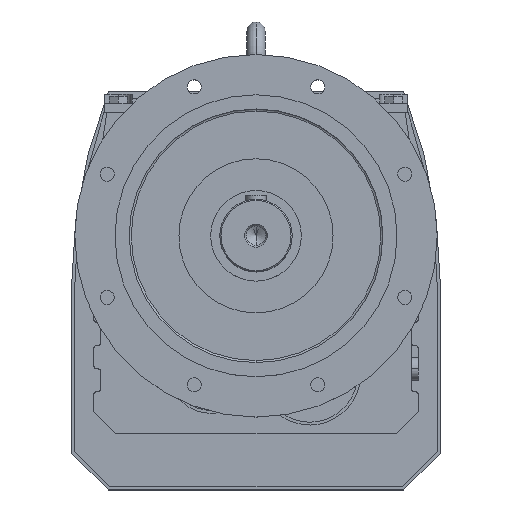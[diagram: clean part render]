
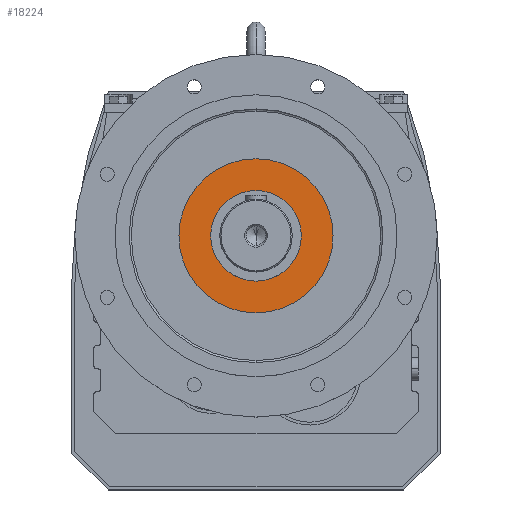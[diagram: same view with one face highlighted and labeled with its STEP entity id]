
A CAD part, top view. The second image highlights one B-rep face of the part: STEP entity #18224.
In plain terms, the highlighted planar face has unit normal (0, 0, 1).
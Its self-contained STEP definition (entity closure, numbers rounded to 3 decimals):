
#11076 = CYLINDRICAL_SURFACE('',#11077,95.681);
#11077 = AXIS2_PLACEMENT_3D('',#11078,#11079,#11080);
#11078 = CARTESIAN_POINT('',(0.,25.1,589.));
#11079 = DIRECTION('',(0.,0.,1.));
#11080 = DIRECTION('',(0.,-1.,0.));
#11129 = CYLINDRICAL_SURFACE('',#11130,95.681);
#11130 = AXIS2_PLACEMENT_3D('',#11131,#11132,#11133);
#11131 = CARTESIAN_POINT('',(0.,25.1,589.));
#11132 = DIRECTION('',(0.,0.,1.));
#11133 = DIRECTION('',(0.,-1.,0.));
#14540 = EDGE_CURVE('',#14541,#14543,#14545,.T.);
#14541 = VERTEX_POINT('',#14542);
#14542 = CARTESIAN_POINT('',(0.,-70.581,402.));
#14543 = VERTEX_POINT('',#14544);
#14544 = CARTESIAN_POINT('',(0.,120.781,402.));
#14545 = SURFACE_CURVE('',#14546,(#14551,#14580),.PCURVE_S1.);
#14546 = CIRCLE('',#14547,95.681);
#14547 = AXIS2_PLACEMENT_3D('',#14548,#14549,#14550);
#14548 = CARTESIAN_POINT('',(0.,25.1,402.));
#14549 = DIRECTION('',(0.,0.,-1.));
#14550 = DIRECTION('',(-1.,0.,0.));
#14551 = PCURVE('',#11129,#14552);
#14552 = DEFINITIONAL_REPRESENTATION('',(#14553),#14579);
#14553 = B_SPLINE_CURVE_WITH_KNOTS('',3,(#14554,#14555,#14556,#14557,
    #14558,#14559,#14560,#14561,#14562,#14563,#14564,#14565,#14566,
    #14567,#14568,#14569,#14570,#14571,#14572,#14573,#14574,#14575,
    #14576,#14577,#14578),.UNSPECIFIED.,.F.,.F.,(4,1,1,1,1,1,1,1,1,1,1,1
    ,1,1,1,1,1,1,1,1,1,1,4),(4.712,4.855,
    4.998,5.141,5.284,5.426,
    5.569,5.712,5.855,5.998,
    6.14,6.283,6.426,6.569,
    6.712,6.854,6.997,7.14,
    7.283,7.426,7.568,7.711,
    7.854),.QUASI_UNIFORM_KNOTS.);
#14554 = CARTESIAN_POINT('',(6.283,-187.));
#14555 = CARTESIAN_POINT('',(6.236,-187.));
#14556 = CARTESIAN_POINT('',(6.14,-187.));
#14557 = CARTESIAN_POINT('',(5.998,-187.));
#14558 = CARTESIAN_POINT('',(5.855,-187.));
#14559 = CARTESIAN_POINT('',(5.712,-187.));
#14560 = CARTESIAN_POINT('',(5.569,-187.));
#14561 = CARTESIAN_POINT('',(5.426,-187.));
#14562 = CARTESIAN_POINT('',(5.284,-187.));
#14563 = CARTESIAN_POINT('',(5.141,-187.));
#14564 = CARTESIAN_POINT('',(4.998,-187.));
#14565 = CARTESIAN_POINT('',(4.855,-187.));
#14566 = CARTESIAN_POINT('',(4.712,-187.));
#14567 = CARTESIAN_POINT('',(4.57,-187.));
#14568 = CARTESIAN_POINT('',(4.427,-187.));
#14569 = CARTESIAN_POINT('',(4.284,-187.));
#14570 = CARTESIAN_POINT('',(4.141,-187.));
#14571 = CARTESIAN_POINT('',(3.998,-187.));
#14572 = CARTESIAN_POINT('',(3.856,-187.));
#14573 = CARTESIAN_POINT('',(3.713,-187.));
#14574 = CARTESIAN_POINT('',(3.57,-187.));
#14575 = CARTESIAN_POINT('',(3.427,-187.));
#14576 = CARTESIAN_POINT('',(3.284,-187.));
#14577 = CARTESIAN_POINT('',(3.189,-187.));
#14578 = CARTESIAN_POINT('',(3.142,-187.));
#14579 = ( GEOMETRIC_REPRESENTATION_CONTEXT(2) 
PARAMETRIC_REPRESENTATION_CONTEXT() REPRESENTATION_CONTEXT('2D SPACE',''
  ) );
#14580 = PCURVE('',#14581,#14586);
#14581 = PLANE('',#14582);
#14582 = AXIS2_PLACEMENT_3D('',#14583,#14584,#14585);
#14583 = CARTESIAN_POINT('',(-41.274,9.674,402.));
#14584 = DIRECTION('',(0.,0.,-1.));
#14585 = DIRECTION('',(-1.,0.,0.));
#14586 = DEFINITIONAL_REPRESENTATION('',(#14587),#14591);
#14587 = CIRCLE('',#14588,95.681);
#14588 = AXIS2_PLACEMENT_2D('',#14589,#14590);
#14589 = CARTESIAN_POINT('',(-41.274,15.426));
#14590 = DIRECTION('',(1.,0.));
#14591 = ( GEOMETRIC_REPRESENTATION_CONTEXT(2) 
PARAMETRIC_REPRESENTATION_CONTEXT() REPRESENTATION_CONTEXT('2D SPACE',''
  ) );
#14638 = EDGE_CURVE('',#14543,#14541,#14639,.T.);
#14639 = SURFACE_CURVE('',#14640,(#14645,#14674),.PCURVE_S1.);
#14640 = CIRCLE('',#14641,95.681);
#14641 = AXIS2_PLACEMENT_3D('',#14642,#14643,#14644);
#14642 = CARTESIAN_POINT('',(0.,25.1,402.));
#14643 = DIRECTION('',(0.,0.,-1.));
#14644 = DIRECTION('',(-1.,0.,0.));
#14645 = PCURVE('',#11076,#14646);
#14646 = DEFINITIONAL_REPRESENTATION('',(#14647),#14673);
#14647 = B_SPLINE_CURVE_WITH_KNOTS('',3,(#14648,#14649,#14650,#14651,
    #14652,#14653,#14654,#14655,#14656,#14657,#14658,#14659,#14660,
    #14661,#14662,#14663,#14664,#14665,#14666,#14667,#14668,#14669,
    #14670,#14671,#14672),.UNSPECIFIED.,.F.,.F.,(4,1,1,1,1,1,1,1,1,1,1,1
    ,1,1,1,1,1,1,1,1,1,1,4),(1.571,1.714,
    1.856,1.999,2.142,2.285,
    2.428,2.57,2.713,2.856,
    2.999,3.142,3.284,3.427,
    3.57,3.713,3.856,3.998,
    4.141,4.284,4.427,4.57,
    4.712),.QUASI_UNIFORM_KNOTS.);
#14648 = CARTESIAN_POINT('',(3.142,-187.));
#14649 = CARTESIAN_POINT('',(3.094,-187.));
#14650 = CARTESIAN_POINT('',(2.999,-187.));
#14651 = CARTESIAN_POINT('',(2.856,-187.));
#14652 = CARTESIAN_POINT('',(2.713,-187.));
#14653 = CARTESIAN_POINT('',(2.57,-187.));
#14654 = CARTESIAN_POINT('',(2.428,-187.));
#14655 = CARTESIAN_POINT('',(2.285,-187.));
#14656 = CARTESIAN_POINT('',(2.142,-187.));
#14657 = CARTESIAN_POINT('',(1.999,-187.));
#14658 = CARTESIAN_POINT('',(1.856,-187.));
#14659 = CARTESIAN_POINT('',(1.714,-187.));
#14660 = CARTESIAN_POINT('',(1.571,-187.));
#14661 = CARTESIAN_POINT('',(1.428,-187.));
#14662 = CARTESIAN_POINT('',(1.285,-187.));
#14663 = CARTESIAN_POINT('',(1.142,-187.));
#14664 = CARTESIAN_POINT('',(1.,-187.));
#14665 = CARTESIAN_POINT('',(0.857,-187.));
#14666 = CARTESIAN_POINT('',(0.714,-187.));
#14667 = CARTESIAN_POINT('',(0.571,-187.));
#14668 = CARTESIAN_POINT('',(0.428,-187.));
#14669 = CARTESIAN_POINT('',(0.286,-187.));
#14670 = CARTESIAN_POINT('',(0.143,-187.));
#14671 = CARTESIAN_POINT('',(0.048,-187.));
#14672 = CARTESIAN_POINT('',(0.,-187.));
#14673 = ( GEOMETRIC_REPRESENTATION_CONTEXT(2) 
PARAMETRIC_REPRESENTATION_CONTEXT() REPRESENTATION_CONTEXT('2D SPACE',''
  ) );
#14674 = PCURVE('',#14581,#14675);
#14675 = DEFINITIONAL_REPRESENTATION('',(#14676),#14680);
#14676 = CIRCLE('',#14677,95.681);
#14677 = AXIS2_PLACEMENT_2D('',#14678,#14679);
#14678 = CARTESIAN_POINT('',(-41.274,15.426));
#14679 = DIRECTION('',(1.,0.));
#14680 = ( GEOMETRIC_REPRESENTATION_CONTEXT(2) 
PARAMETRIC_REPRESENTATION_CONTEXT() REPRESENTATION_CONTEXT('2D SPACE',''
  ) );
#18224 = ADVANCED_FACE('',(#18225,#18291),#14581,.F.);
#18225 = FACE_BOUND('',#18226,.T.);
#18226 = EDGE_LOOP('',(#18227,#18261));
#18227 = ORIENTED_EDGE('',*,*,#18228,.F.);
#18228 = EDGE_CURVE('',#18229,#18231,#18233,.T.);
#18229 = VERTEX_POINT('',#18230);
#18230 = CARTESIAN_POINT('',(0.,-31.15,402.));
#18231 = VERTEX_POINT('',#18232);
#18232 = CARTESIAN_POINT('',(0.,81.35,402.));
#18233 = SURFACE_CURVE('',#18234,(#18239,#18250),.PCURVE_S1.);
#18234 = CIRCLE('',#18235,56.25);
#18235 = AXIS2_PLACEMENT_3D('',#18236,#18237,#18238);
#18236 = CARTESIAN_POINT('',(0.,25.1,402.));
#18237 = DIRECTION('',(0.,0.,1.));
#18238 = DIRECTION('',(-1.,0.,0.));
#18239 = PCURVE('',#14581,#18240);
#18240 = DEFINITIONAL_REPRESENTATION('',(#18241),#18249);
#18241 = ( BOUNDED_CURVE() B_SPLINE_CURVE(2,(#18242,#18243,#18244,#18245
    ,#18246,#18247,#18248),.UNSPECIFIED.,.F.,.F.) 
B_SPLINE_CURVE_WITH_KNOTS((1,2,2,2,2,1),(-2.094,0.,
    2.094,4.189,6.283,8.378),
.UNSPECIFIED.) CURVE() GEOMETRIC_REPRESENTATION_ITEM() 
RATIONAL_B_SPLINE_CURVE((1.,0.5,1.,0.5,1.,0.5,1.)) REPRESENTATION_ITEM(
  '') );
#18242 = CARTESIAN_POINT('',(14.976,15.426));
#18243 = CARTESIAN_POINT('',(14.976,-82.001));
#18244 = CARTESIAN_POINT('',(-69.399,-33.288));
#18245 = CARTESIAN_POINT('',(-153.774,15.426));
#18246 = CARTESIAN_POINT('',(-69.399,64.14));
#18247 = CARTESIAN_POINT('',(14.976,112.854));
#18248 = CARTESIAN_POINT('',(14.976,15.426));
#18249 = ( GEOMETRIC_REPRESENTATION_CONTEXT(2) 
PARAMETRIC_REPRESENTATION_CONTEXT() REPRESENTATION_CONTEXT('2D SPACE',''
  ) );
#18250 = PCURVE('',#18251,#18256);
#18251 = CYLINDRICAL_SURFACE('',#18252,56.25);
#18252 = AXIS2_PLACEMENT_3D('',#18253,#18254,#18255);
#18253 = CARTESIAN_POINT('',(0.,25.1,589.));
#18254 = DIRECTION('',(0.,0.,1.));
#18255 = DIRECTION('',(0.,-1.,0.));
#18256 = DEFINITIONAL_REPRESENTATION('',(#18257),#18260);
#18257 = B_SPLINE_CURVE_WITH_KNOTS('',1,(#18258,#18259),.UNSPECIFIED.,
  .F.,.F.,(2,2),(1.571,4.712),
  .PIECEWISE_BEZIER_KNOTS.);
#18258 = CARTESIAN_POINT('',(0.,-187.));
#18259 = CARTESIAN_POINT('',(3.142,-187.));
#18260 = ( GEOMETRIC_REPRESENTATION_CONTEXT(2) 
PARAMETRIC_REPRESENTATION_CONTEXT() REPRESENTATION_CONTEXT('2D SPACE',''
  ) );
#18261 = ORIENTED_EDGE('',*,*,#18262,.F.);
#18262 = EDGE_CURVE('',#18231,#18229,#18263,.T.);
#18263 = SURFACE_CURVE('',#18264,(#18269,#18280),.PCURVE_S1.);
#18264 = CIRCLE('',#18265,56.25);
#18265 = AXIS2_PLACEMENT_3D('',#18266,#18267,#18268);
#18266 = CARTESIAN_POINT('',(0.,25.1,402.));
#18267 = DIRECTION('',(0.,0.,1.));
#18268 = DIRECTION('',(-1.,0.,0.));
#18269 = PCURVE('',#14581,#18270);
#18270 = DEFINITIONAL_REPRESENTATION('',(#18271),#18279);
#18271 = ( BOUNDED_CURVE() B_SPLINE_CURVE(2,(#18272,#18273,#18274,#18275
    ,#18276,#18277,#18278),.UNSPECIFIED.,.F.,.F.) 
B_SPLINE_CURVE_WITH_KNOTS((1,2,2,2,2,1),(-2.094,0.,
    2.094,4.189,6.283,8.378),
.UNSPECIFIED.) CURVE() GEOMETRIC_REPRESENTATION_ITEM() 
RATIONAL_B_SPLINE_CURVE((1.,0.5,1.,0.5,1.,0.5,1.)) REPRESENTATION_ITEM(
  '') );
#18272 = CARTESIAN_POINT('',(14.976,15.426));
#18273 = CARTESIAN_POINT('',(14.976,-82.001));
#18274 = CARTESIAN_POINT('',(-69.399,-33.288));
#18275 = CARTESIAN_POINT('',(-153.774,15.426));
#18276 = CARTESIAN_POINT('',(-69.399,64.14));
#18277 = CARTESIAN_POINT('',(14.976,112.854));
#18278 = CARTESIAN_POINT('',(14.976,15.426));
#18279 = ( GEOMETRIC_REPRESENTATION_CONTEXT(2) 
PARAMETRIC_REPRESENTATION_CONTEXT() REPRESENTATION_CONTEXT('2D SPACE',''
  ) );
#18280 = PCURVE('',#18281,#18286);
#18281 = CYLINDRICAL_SURFACE('',#18282,56.25);
#18282 = AXIS2_PLACEMENT_3D('',#18283,#18284,#18285);
#18283 = CARTESIAN_POINT('',(0.,25.1,589.));
#18284 = DIRECTION('',(0.,0.,1.));
#18285 = DIRECTION('',(0.,-1.,0.));
#18286 = DEFINITIONAL_REPRESENTATION('',(#18287),#18290);
#18287 = B_SPLINE_CURVE_WITH_KNOTS('',1,(#18288,#18289),.UNSPECIFIED.,
  .F.,.F.,(2,2),(4.712,7.854),
  .PIECEWISE_BEZIER_KNOTS.);
#18288 = CARTESIAN_POINT('',(3.142,-187.));
#18289 = CARTESIAN_POINT('',(6.283,-187.));
#18290 = ( GEOMETRIC_REPRESENTATION_CONTEXT(2) 
PARAMETRIC_REPRESENTATION_CONTEXT() REPRESENTATION_CONTEXT('2D SPACE',''
  ) );
#18291 = FACE_BOUND('',#18292,.T.);
#18292 = EDGE_LOOP('',(#18293,#18294));
#18293 = ORIENTED_EDGE('',*,*,#14540,.F.);
#18294 = ORIENTED_EDGE('',*,*,#14638,.F.);
